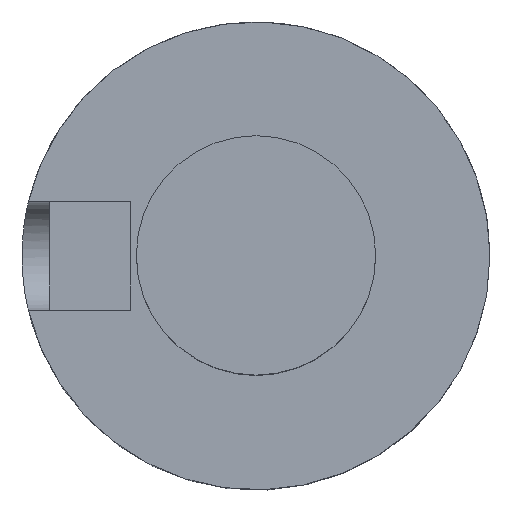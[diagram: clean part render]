
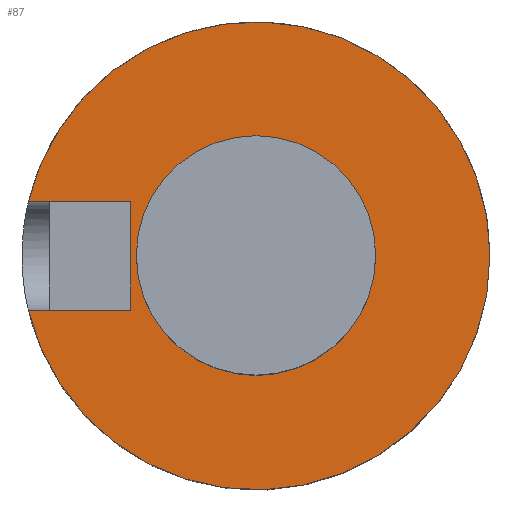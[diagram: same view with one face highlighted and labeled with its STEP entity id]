
A CAD part, top view. The second image highlights one B-rep face of the part: STEP entity #87.
In plain terms, the highlighted planar face has unit normal (0, 0, 1).
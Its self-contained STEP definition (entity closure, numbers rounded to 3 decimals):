
#87=ADVANCED_FACE('',(#161),#128,.F.);
#128=PLANE('',#848);
#161=FACE_OUTER_BOUND('',#201,.T.);
#201=EDGE_LOOP('',(#327,#328,#329,#330));
#235=CIRCLE('',#847,21.5);
#327=ORIENTED_EDGE('',*,*,#577,.T.);
#328=ORIENTED_EDGE('',*,*,#578,.T.);
#329=ORIENTED_EDGE('',*,*,#579,.F.);
#330=ORIENTED_EDGE('',*,*,#580,.F.);
#495=VERTEX_POINT('',#1212);
#496=VERTEX_POINT('',#1213);
#497=VERTEX_POINT('',#1215);
#498=VERTEX_POINT('',#1217);
#577=EDGE_CURVE('',#495,#496,#675,.T.);
#578=EDGE_CURVE('',#496,#497,#676,.T.);
#579=EDGE_CURVE('',#498,#497,#235,.T.);
#580=EDGE_CURVE('',#495,#498,#677,.T.);
#675=LINE('',#1211,#754);
#676=LINE('',#1214,#755);
#677=LINE('',#1218,#756);
#754=VECTOR('',#985,1.);
#755=VECTOR('',#986,1.);
#756=VECTOR('',#989,1.);
#847=AXIS2_PLACEMENT_3D('',#1216,#987,#988);
#848=AXIS2_PLACEMENT_3D('',#1219,#990,#991);
#985=DIRECTION('',(0.,-1.,0.));
#986=DIRECTION('',(-1.,0.,0.));
#987=DIRECTION('',(0.,0.,-1.));
#988=DIRECTION('',(1.,0.,0.));
#989=DIRECTION('',(-1.,0.,0.));
#990=DIRECTION('',(0.,0.,-1.));
#991=DIRECTION('',(-1.,0.,0.));
#1211=CARTESIAN_POINT('',(-11.5,0.,0.));
#1212=CARTESIAN_POINT('',(-11.5,5.01,0.));
#1213=CARTESIAN_POINT('',(-11.5,-5.01,0.));
#1214=CARTESIAN_POINT('',(-11.5,-5.01,0.));
#1215=CARTESIAN_POINT('',(-20.908,-5.01,0.));
#1216=CARTESIAN_POINT('',(0.,0.,0.));
#1217=CARTESIAN_POINT('',(-20.908,5.01,0.));
#1218=CARTESIAN_POINT('',(0.,5.01,0.));
#1219=CARTESIAN_POINT('',(0.,0.,0.));
